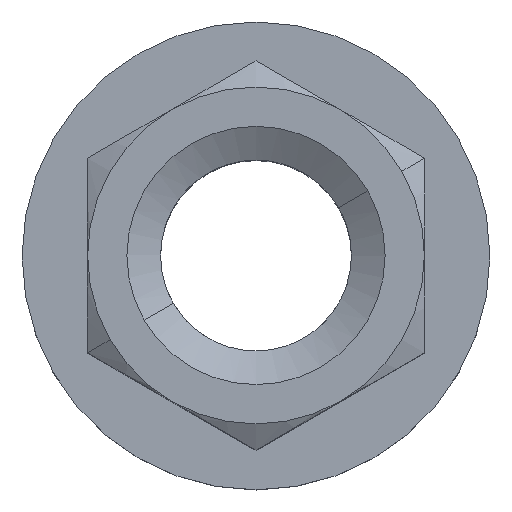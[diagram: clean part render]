
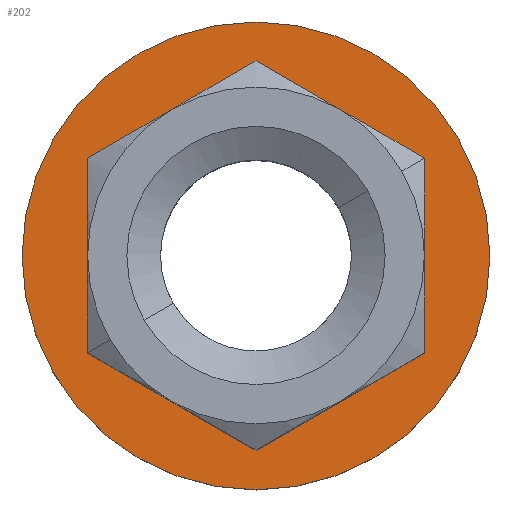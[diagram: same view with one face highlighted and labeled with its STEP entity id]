
A CAD part, top view. The second image highlights one B-rep face of the part: STEP entity #202.
In plain terms, the highlighted planar face has unit normal (0, 0, 1).
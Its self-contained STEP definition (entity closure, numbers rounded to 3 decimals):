
#134=EDGE_CURVE('',#224,#194,#358,.T.);
#148=EDGE_CURVE('',#332,#196,#376,.T.);
#150=VERTEX_POINT('',#378);
#154=EDGE_CURVE('',#296,#168,#382,.T.);
#168=VERTEX_POINT('',#398);
#178=EDGE_CURVE('',#168,#232,#409,.T.);
#194=VERTEX_POINT('',#426);
#196=VERTEX_POINT('',#428);
#202=ADVANCED_FACE('',(#435,#436),#437,.T.);
#224=VERTEX_POINT('',#462);
#232=VERTEX_POINT('',#470);
#240=EDGE_CURVE('',#150,#296,#478,.T.);
#250=EDGE_CURVE('',#196,#332,#489,.T.);
#296=VERTEX_POINT('',#543);
#310=EDGE_CURVE('',#194,#150,#558,.T.);
#322=EDGE_CURVE('',#232,#224,#570,.T.);
#332=VERTEX_POINT('',#580);
#358=LINE('',#600,#601);
#376=CIRCLE('',#621,12.5);
#378=CARTESIAN_POINT('',(0.,10.4,4.0));
#382=LINE('',#630,#631);
#398=CARTESIAN_POINT('',(-9.007,-5.2,4.0));
#409=LINE('',#664,#665);
#426=CARTESIAN_POINT('',(9.007,5.2,4.0));
#428=CARTESIAN_POINT('',(-10.825,-6.25,4.0));
#435=FACE_OUTER_BOUND('',#707,.T.);
#436=FACE_BOUND('',#708,.T.);
#437=PLANE('',#709);
#462=CARTESIAN_POINT('',(9.007,-5.2,4.0));
#470=CARTESIAN_POINT('',(0.,-10.4,4.0));
#478=LINE('',#783,#784);
#489=CIRCLE('',#831,12.5);
#543=CARTESIAN_POINT('',(-9.007,5.2,4.0));
#558=LINE('',#974,#975);
#570=LINE('',#1002,#1003);
#580=CARTESIAN_POINT('',(10.825,6.25,4.0));
#600=CARTESIAN_POINT('',(9.007,0.35,4.0));
#601=VECTOR('',#1025,1.0);
#621=AXIS2_PLACEMENT_3D('',#1053,#1054,#1055);
#630=CARTESIAN_POINT('',(-9.007,-4.85,4.0));
#631=VECTOR('',#1057,1.0);
#664=CARTESIAN_POINT('',(-4.2,-7.975,4.0));
#665=VECTOR('',#1089,1.0);
#707=EDGE_LOOP('',(#1118,#1119));
#708=EDGE_LOOP('',(#1120,#1121,#1122,#1123,#1124,#1125));
#709=AXIS2_PLACEMENT_3D('',#1126,#1127,#1128);
#783=CARTESIAN_POINT('',(-10.652,4.25,4.0));
#784=VECTOR('',#1169,1.0);
#831=AXIS2_PLACEMENT_3D('',#1181,#1182,#1183);
#974=CARTESIAN_POINT('',(0.303,10.225,4.0));
#975=VECTOR('',#1272,1.0);
#1002=CARTESIAN_POINT('',(2.858,-8.75,4.0));
#1003=VECTOR('',#1275,1.0);
#1025=DIRECTION('',(0.0,1.0,0.0));
#1053=CARTESIAN_POINT('',(0.,0.,4.0));
#1054=DIRECTION('',(0.0,0.0,1.0));
#1055=DIRECTION('',(-0.866,-0.5,0.0));
#1057=DIRECTION('',(0.0,-1.0,0.0));
#1089=DIRECTION('',(0.866,-0.5,0.0));
#1118=ORIENTED_EDGE('',*,*,#250,.T.);
#1119=ORIENTED_EDGE('',*,*,#148,.T.);
#1120=ORIENTED_EDGE('',*,*,#310,.F.);
#1121=ORIENTED_EDGE('',*,*,#134,.F.);
#1122=ORIENTED_EDGE('',*,*,#322,.F.);
#1123=ORIENTED_EDGE('',*,*,#178,.F.);
#1124=ORIENTED_EDGE('',*,*,#154,.F.);
#1125=ORIENTED_EDGE('',*,*,#240,.F.);
#1126=CARTESIAN_POINT('',(-7.794,-4.5,4.0));
#1127=DIRECTION('',(0.0,-0.0,1.0));
#1128=DIRECTION('',(0.866,0.5,0.0));
#1169=DIRECTION('',(-0.866,-0.5,0.0));
#1181=CARTESIAN_POINT('',(0.,0.,4.0));
#1182=DIRECTION('',(0.0,0.0,1.0));
#1183=DIRECTION('',(-0.866,-0.5,0.0));
#1272=DIRECTION('',(-0.866,0.5,0.0));
#1275=DIRECTION('',(0.866,0.5,0.0));
